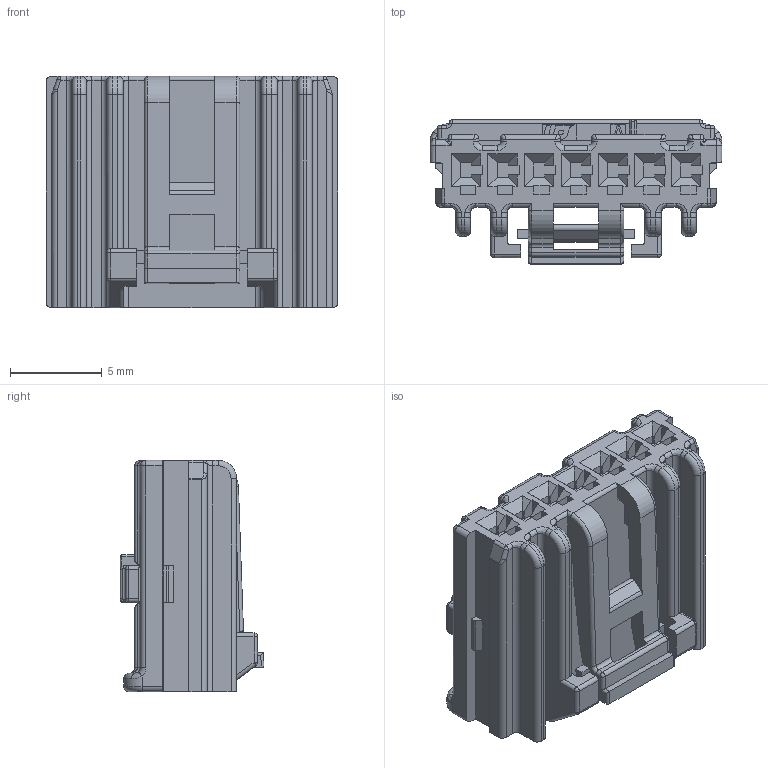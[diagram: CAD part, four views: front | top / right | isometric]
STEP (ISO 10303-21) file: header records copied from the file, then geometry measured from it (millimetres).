
FILE_DESCRIPTION((''),'2;1');
FILE_NAME('020_D_7F_HSG_REV1_11','2019-07-18T',('drkoo'),(''),'CREO PARAMETRIC BY PTC INC, 2017300','CREO PARAMETRIC BY PTC INC, 2017300','');
FILE_SCHEMA(('CONFIG_CONTROL_DESIGN'));
Length unit declared in the file: millimetre
Products named in the file (1): 020_D_7F_HSG_REV1_11
Bounding box: 15.9 x 7.84 x 12.6 mm (x, y, z)
Volume: 860.2 mm3; surface area: 1052 mm2
Topology: 1 solids, 1 shells, 693 faces, 1835 edges, 1149 vertices
Faces by surface type: plane 435, cylinder 180, bspline 38, torus 30, sphere 10
Entity records: 23673 total; most frequent: CARTESIAN_POINT 6720, ORIENTED_EDGE 3650, DIRECTION 3334, EDGE_CURVE 1825, VECTOR 1370, LINE 1370, VERTEX_POINT 1149, AXIS2_PLACEMENT_3D 982
